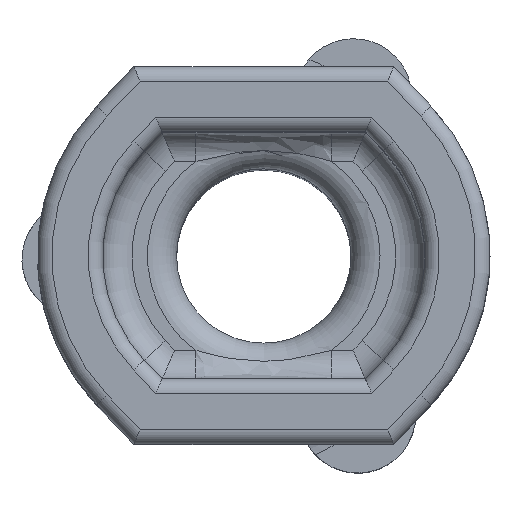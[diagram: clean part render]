
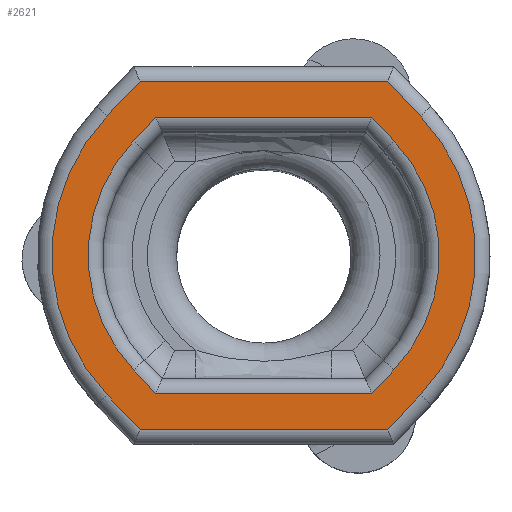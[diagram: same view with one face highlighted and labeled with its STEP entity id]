
A CAD part, top view. The second image highlights one B-rep face of the part: STEP entity #2621.
In plain terms, the highlighted planar face has unit normal (0, 0, 1).
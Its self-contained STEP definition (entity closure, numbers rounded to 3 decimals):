
#26=FACE_BOUND('',#424,.T.);
#91=PLANE('',#2915);
#257=FACE_OUTER_BOUND('',#423,.T.);
#423=EDGE_LOOP('',(#2253,#2254,#2255,#2256,#2257,#2258,#2259,#2260));
#424=EDGE_LOOP('',(#2261,#2262,#2263,#2264,#2265,#2266,#2267,#2268));
#593=CIRCLE('',#2900,14.);
#596=CIRCLE('',#2907,14.);
#599=CIRCLE('',#2916,11.5);
#600=CIRCLE('',#2917,11.5);
#706=LINE('',#6206,#847);
#707=LINE('',#6210,#848);
#710=LINE('',#6221,#851);
#711=LINE('',#6230,#852);
#714=LINE('',#6236,#855);
#715=LINE('',#6245,#856);
#725=LINE('',#6268,#866);
#726=LINE('',#6270,#867);
#727=LINE('',#6274,#868);
#728=LINE('',#6276,#869);
#729=LINE('',#6278,#870);
#730=LINE('',#6281,#871);
#847=VECTOR('',#3504,1.);
#848=VECTOR('',#3509,1.);
#851=VECTOR('',#3518,1.);
#852=VECTOR('',#3531,1.);
#855=VECTOR('',#3536,1.);
#856=VECTOR('',#3549,1.);
#866=VECTOR('',#3571,1.);
#867=VECTOR('',#3572,1.);
#868=VECTOR('',#3575,1.);
#869=VECTOR('',#3576,1.);
#870=VECTOR('',#3577,1.);
#871=VECTOR('',#3580,1.);
#1168=VERTEX_POINT('',#6203);
#1169=VERTEX_POINT('',#6205);
#1170=VERTEX_POINT('',#6209);
#1174=VERTEX_POINT('',#6218);
#1175=VERTEX_POINT('',#6220);
#1177=VERTEX_POINT('',#6225);
#1179=VERTEX_POINT('',#6235);
#1181=VERTEX_POINT('',#6240);
#1187=VERTEX_POINT('',#6266);
#1188=VERTEX_POINT('',#6267);
#1189=VERTEX_POINT('',#6269);
#1190=VERTEX_POINT('',#6271);
#1191=VERTEX_POINT('',#6273);
#1192=VERTEX_POINT('',#6275);
#1193=VERTEX_POINT('',#6277);
#1194=VERTEX_POINT('',#6279);
#1521=EDGE_CURVE('',#1168,#1169,#706,.T.);
#1523=EDGE_CURVE('',#1169,#1170,#707,.T.);
#1528=EDGE_CURVE('',#1174,#1175,#710,.T.);
#1531=EDGE_CURVE('',#1177,#1174,#593,.T.);
#1533=EDGE_CURVE('',#1170,#1177,#711,.T.);
#1536=EDGE_CURVE('',#1175,#1179,#714,.T.);
#1539=EDGE_CURVE('',#1181,#1168,#596,.T.);
#1541=EDGE_CURVE('',#1179,#1181,#715,.T.);
#1552=EDGE_CURVE('',#1187,#1188,#725,.T.);
#1553=EDGE_CURVE('',#1189,#1187,#726,.T.);
#1554=EDGE_CURVE('',#1190,#1189,#599,.T.);
#1555=EDGE_CURVE('',#1191,#1190,#727,.T.);
#1556=EDGE_CURVE('',#1192,#1191,#728,.T.);
#1557=EDGE_CURVE('',#1193,#1192,#729,.T.);
#1558=EDGE_CURVE('',#1194,#1193,#600,.T.);
#1559=EDGE_CURVE('',#1188,#1194,#730,.T.);
#2253=ORIENTED_EDGE('',*,*,#1528,.F.);
#2254=ORIENTED_EDGE('',*,*,#1531,.F.);
#2255=ORIENTED_EDGE('',*,*,#1533,.F.);
#2256=ORIENTED_EDGE('',*,*,#1523,.F.);
#2257=ORIENTED_EDGE('',*,*,#1521,.F.);
#2258=ORIENTED_EDGE('',*,*,#1539,.F.);
#2259=ORIENTED_EDGE('',*,*,#1541,.F.);
#2260=ORIENTED_EDGE('',*,*,#1536,.F.);
#2261=ORIENTED_EDGE('',*,*,#1552,.F.);
#2262=ORIENTED_EDGE('',*,*,#1553,.F.);
#2263=ORIENTED_EDGE('',*,*,#1554,.F.);
#2264=ORIENTED_EDGE('',*,*,#1555,.F.);
#2265=ORIENTED_EDGE('',*,*,#1556,.F.);
#2266=ORIENTED_EDGE('',*,*,#1557,.F.);
#2267=ORIENTED_EDGE('',*,*,#1558,.F.);
#2268=ORIENTED_EDGE('',*,*,#1559,.F.);
#2621=ADVANCED_FACE('',(#257,#26),#91,.T.);
#2900=AXIS2_PLACEMENT_3D('',#6227,#3525,#3526);
#2907=AXIS2_PLACEMENT_3D('',#6242,#3543,#3544);
#2915=AXIS2_PLACEMENT_3D('',#6265,#3569,#3570);
#2916=AXIS2_PLACEMENT_3D('',#6272,#3573,#3574);
#2917=AXIS2_PLACEMENT_3D('',#6280,#3578,#3579);
#3504=DIRECTION('',(0.685,0.728,0.));
#3509=DIRECTION('',(1.,0.,0.));
#3518=DIRECTION('',(-0.685,-0.728,0.));
#3525=DIRECTION('center_axis',(0.,0.,-1.));
#3526=DIRECTION('ref_axis',(1.,0.,0.));
#3531=DIRECTION('',(0.685,-0.728,0.));
#3536=DIRECTION('',(-1.,0.,0.));
#3543=DIRECTION('center_axis',(0.,0.,-1.));
#3544=DIRECTION('ref_axis',(-1.,0.,0.));
#3549=DIRECTION('',(-0.685,0.728,0.));
#3569=DIRECTION('center_axis',(0.,0.,1.));
#3570=DIRECTION('ref_axis',(1.,0.,0.));
#3571=DIRECTION('',(-1.,0.,0.));
#3572=DIRECTION('',(-0.685,0.728,0.));
#3573=DIRECTION('center_axis',(0.,0.,1.));
#3574=DIRECTION('ref_axis',(1.,0.,0.));
#3575=DIRECTION('',(0.685,0.728,0.));
#3576=DIRECTION('',(1.,0.,0.));
#3577=DIRECTION('',(0.685,-0.728,0.));
#3578=DIRECTION('center_axis',(0.,0.,1.));
#3579=DIRECTION('ref_axis',(-1.,0.,0.));
#3580=DIRECTION('',(-0.685,-0.728,0.));
#6203=CARTESIAN_POINT('',(69.723,126.595,534.));
#6205=CARTESIAN_POINT('',(71.987,129.,534.));
#6206=CARTESIAN_POINT('',(71.139,128.1,534.));
#6209=CARTESIAN_POINT('',(89.011,129.,534.));
#6210=CARTESIAN_POINT('',(84.971,129.,534.));
#6218=CARTESIAN_POINT('',(91.275,107.405,534.));
#6220=CARTESIAN_POINT('',(89.011,105.,534.));
#6221=CARTESIAN_POINT('',(89.858,105.9,534.));
#6225=CARTESIAN_POINT('',(91.275,126.595,534.));
#6227=CARTESIAN_POINT('Origin',(81.08,117.,534.));
#6230=CARTESIAN_POINT('',(91.138,126.74,534.));
#6235=CARTESIAN_POINT('',(71.987,105.,534.));
#6236=CARTESIAN_POINT('',(76.027,105.,534.));
#6240=CARTESIAN_POINT('',(69.723,107.405,534.));
#6242=CARTESIAN_POINT('Origin',(79.918,117.,534.));
#6245=CARTESIAN_POINT('',(69.86,107.26,534.));
#6265=CARTESIAN_POINT('Origin',(80.499,117.,534.));
#6266=CARTESIAN_POINT('',(87.931,126.5,534.));
#6267=CARTESIAN_POINT('',(73.067,126.5,534.));
#6268=CARTESIAN_POINT('',(84.971,126.5,534.));
#6269=CARTESIAN_POINT('',(89.454,124.882,534.));
#6270=CARTESIAN_POINT('',(89.318,125.027,534.));
#6271=CARTESIAN_POINT('',(89.454,109.118,534.));
#6272=CARTESIAN_POINT('Origin',(81.08,117.,534.));
#6273=CARTESIAN_POINT('',(87.931,107.5,534.));
#6274=CARTESIAN_POINT('',(88.038,107.614,534.));
#6275=CARTESIAN_POINT('',(73.067,107.5,534.));
#6276=CARTESIAN_POINT('',(76.027,107.5,534.));
#6277=CARTESIAN_POINT('',(71.544,109.118,534.));
#6278=CARTESIAN_POINT('',(71.68,108.973,534.));
#6279=CARTESIAN_POINT('',(71.544,124.882,534.));
#6280=CARTESIAN_POINT('Origin',(79.918,117.,534.));
#6281=CARTESIAN_POINT('',(72.96,126.386,534.));
